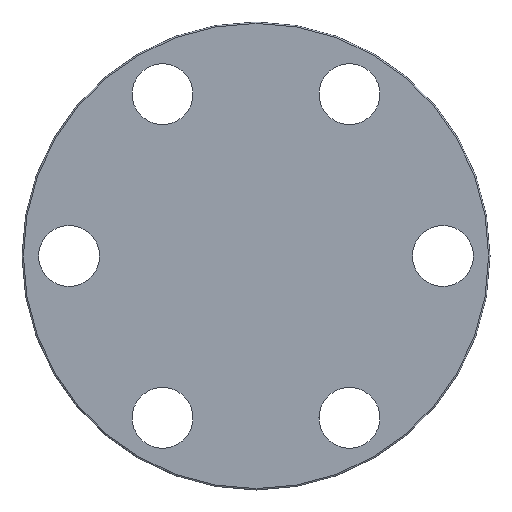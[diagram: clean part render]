
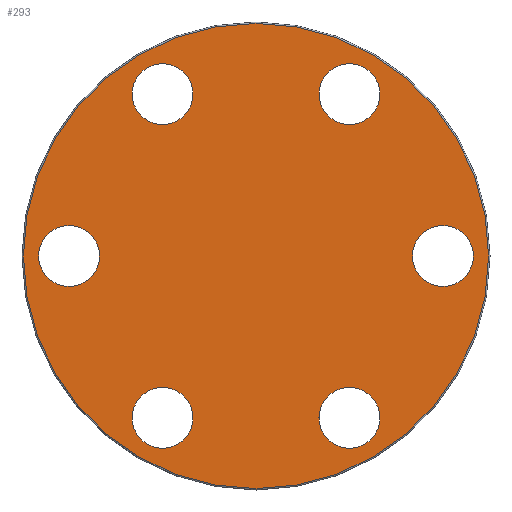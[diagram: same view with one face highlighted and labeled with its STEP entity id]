
A CAD part, left-side view. The second image highlights one B-rep face of the part: STEP entity #293.
In plain terms, the highlighted planar face has unit normal (-1, 0, 0).
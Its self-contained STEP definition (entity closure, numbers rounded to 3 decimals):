
#2 = CARTESIAN_POINT ( 'NONE',  ( -7.5, 0., 0. ) ) ;
#13 = DIRECTION ( 'NONE',  ( 0., 0., -1. ) ) ;
#17 = DIRECTION ( 'NONE',  ( 1., 0., 0. ) ) ;
#20 = ORIENTED_EDGE ( 'NONE', *, *, #506, .T. ) ;
#22 = VERTEX_POINT ( 'NONE', #206 ) ;
#23 = EDGE_CURVE ( 'NONE', #92, #92, #233, .T. ) ;
#48 = CARTESIAN_POINT ( 'NONE',  ( -7.5, 6.75, 9.491 ) ) ;
#52 = EDGE_LOOP ( 'NONE', ( #569 ) ) ;
#62 = EDGE_CURVE ( 'NONE', #373, #373, #170, .T. ) ;
#88 = ORIENTED_EDGE ( 'NONE', *, *, #115, .T. ) ;
#92 = VERTEX_POINT ( 'NONE', #488 ) ;
#112 = FACE_BOUND ( 'NONE', #626, .T. ) ;
#114 = DIRECTION ( 'NONE',  ( -1., 0., 0. ) ) ;
#115 = EDGE_CURVE ( 'NONE', #548, #548, #312, .T. ) ;
#118 = AXIS2_PLACEMENT_3D ( 'NONE', #587, #135, #281 ) ;
#134 = DIRECTION ( 'NONE',  ( 0., 0., -1. ) ) ;
#135 = DIRECTION ( 'NONE',  ( 1., 0., 0. ) ) ;
#137 = CARTESIAN_POINT ( 'NONE',  ( -7.5, -13.5, -2.2 ) ) ;
#138 = DIRECTION ( 'NONE',  ( 1., 0., 0. ) ) ;
#146 = CARTESIAN_POINT ( 'NONE',  ( -7.5, 6.75, 11.691 ) ) ;
#152 = CARTESIAN_POINT ( 'NONE',  ( -7.5, -6.75, 11.691 ) ) ;
#153 = CIRCLE ( 'NONE', #260, 2.2 ) ;
#154 = EDGE_CURVE ( 'NONE', #451, #451, #153, .T. ) ;
#167 = AXIS2_PLACEMENT_3D ( 'NONE', #2, #338, #486 ) ;
#170 = CIRCLE ( 'NONE', #187, 2.2 ) ;
#178 = EDGE_LOOP ( 'NONE', ( #20 ) ) ;
#187 = AXIS2_PLACEMENT_3D ( 'NONE', #558, #17, #303 ) ;
#198 = ORIENTED_EDGE ( 'NONE', *, *, #62, .T. ) ;
#199 = CARTESIAN_POINT ( 'NONE',  ( -7.5, -16.8, 0. ) ) ;
#206 = CARTESIAN_POINT ( 'NONE',  ( -7.5, 13.5, -2.2 ) ) ;
#223 = FACE_BOUND ( 'NONE', #243, .T. ) ;
#227 = AXIS2_PLACEMENT_3D ( 'NONE', #409, #114, #464 ) ;
#233 = CIRCLE ( 'NONE', #417, 2.2 ) ;
#243 = EDGE_LOOP ( 'NONE', ( #422 ) ) ;
#246 = CIRCLE ( 'NONE', #167, 16.8 ) ;
#257 = EDGE_LOOP ( 'NONE', ( #612 ) ) ;
#260 = AXIS2_PLACEMENT_3D ( 'NONE', #146, #611, #13 ) ;
#261 = DIRECTION ( 'NONE',  ( 0., 0., -1. ) ) ;
#281 = DIRECTION ( 'NONE',  ( 0., 0., -1. ) ) ;
#290 = CARTESIAN_POINT ( 'NONE',  ( -7.5, -6.75, 9.491 ) ) ;
#293 = ADVANCED_FACE ( 'NONE', ( #313, #498, #112, #386, #527, #411, #223 ), #311, .T. ) ;
#303 = DIRECTION ( 'NONE',  ( 0., 0., -1. ) ) ;
#310 = CIRCLE ( 'NONE', #118, 2.2 ) ;
#311 = PLANE ( 'NONE',  #227 ) ;
#312 = CIRCLE ( 'NONE', #362, 2.2 ) ;
#313 = FACE_OUTER_BOUND ( 'NONE', #178, .T. ) ;
#338 = DIRECTION ( 'NONE',  ( -1., 0., 0. ) ) ;
#362 = AXIS2_PLACEMENT_3D ( 'NONE', #152, #405, #261 ) ;
#373 = VERTEX_POINT ( 'NONE', #546 ) ;
#386 = FACE_BOUND ( 'NONE', #257, .T. ) ;
#405 = DIRECTION ( 'NONE',  ( 1., 0., 0. ) ) ;
#408 = VERTEX_POINT ( 'NONE', #137 ) ;
#409 = CARTESIAN_POINT ( 'NONE',  ( -7.5, 16.9, 0. ) ) ;
#411 = FACE_BOUND ( 'NONE', #52, .T. ) ;
#417 = AXIS2_PLACEMENT_3D ( 'NONE', #446, #138, #505 ) ;
#422 = ORIENTED_EDGE ( 'NONE', *, *, #23, .T. ) ;
#446 = CARTESIAN_POINT ( 'NONE',  ( -7.5, -6.75, -11.691 ) ) ;
#451 = VERTEX_POINT ( 'NONE', #48 ) ;
#464 = DIRECTION ( 'NONE',  ( 0., -1., 0. ) ) ;
#475 = CIRCLE ( 'NONE', #627, 2.2 ) ;
#486 = DIRECTION ( 'NONE',  ( 0., -1., 0. ) ) ;
#488 = CARTESIAN_POINT ( 'NONE',  ( -7.5, -6.75, -13.891 ) ) ;
#492 = DIRECTION ( 'NONE',  ( 1., 0., 0. ) ) ;
#498 = FACE_BOUND ( 'NONE', #501, .T. ) ;
#501 = EDGE_LOOP ( 'NONE', ( #597 ) ) ;
#505 = DIRECTION ( 'NONE',  ( 0., 0., -1. ) ) ;
#506 = EDGE_CURVE ( 'NONE', #526, #526, #246, .T. ) ;
#526 = VERTEX_POINT ( 'NONE', #199 ) ;
#527 = FACE_BOUND ( 'NONE', #571, .T. ) ;
#540 = EDGE_CURVE ( 'NONE', #408, #408, #475, .T. ) ;
#546 = CARTESIAN_POINT ( 'NONE',  ( -7.5, 6.75, -13.891 ) ) ;
#548 = VERTEX_POINT ( 'NONE', #290 ) ;
#558 = CARTESIAN_POINT ( 'NONE',  ( -7.5, 6.75, -11.691 ) ) ;
#561 = EDGE_CURVE ( 'NONE', #22, #22, #310, .T. ) ;
#569 = ORIENTED_EDGE ( 'NONE', *, *, #540, .T. ) ;
#571 = EDGE_LOOP ( 'NONE', ( #88 ) ) ;
#587 = CARTESIAN_POINT ( 'NONE',  ( -7.5, 13.5, 0. ) ) ;
#593 = CARTESIAN_POINT ( 'NONE',  ( -7.5, -13.5, 0. ) ) ;
#597 = ORIENTED_EDGE ( 'NONE', *, *, #561, .T. ) ;
#611 = DIRECTION ( 'NONE',  ( 1., 0., 0. ) ) ;
#612 = ORIENTED_EDGE ( 'NONE', *, *, #154, .T. ) ;
#626 = EDGE_LOOP ( 'NONE', ( #198 ) ) ;
#627 = AXIS2_PLACEMENT_3D ( 'NONE', #593, #492, #134 ) ;
